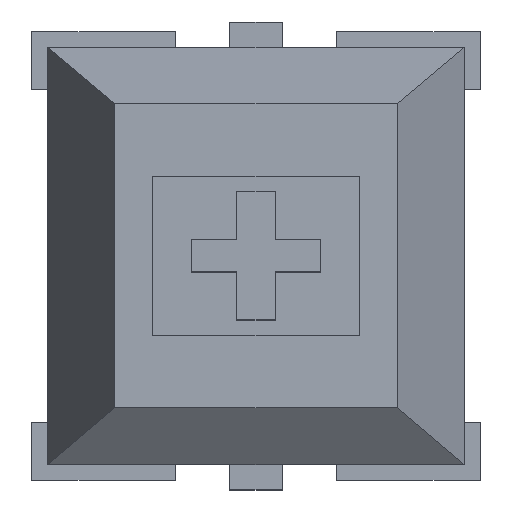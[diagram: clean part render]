
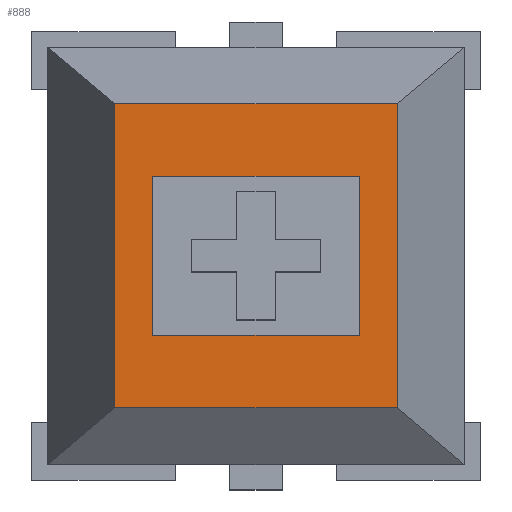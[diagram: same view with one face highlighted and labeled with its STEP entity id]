
A CAD part, top view. The second image highlights one B-rep face of the part: STEP entity #888.
In plain terms, the highlighted planar face has unit normal (0, 0, 1).
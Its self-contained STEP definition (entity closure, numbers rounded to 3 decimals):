
#59 = B_SPLINE_SURFACE_WITH_KNOTS('',1,1,(
    (#60,#61)
    ,(#62,#63
    )),.UNSPECIFIED.,.F.,.F.,.F.,(2,2),(2,2),(0.,14.58),(0.,1.
    ),.PIECEWISE_BEZIER_KNOTS.);
#60 = CARTESIAN_POINT('',(7.29,-7.29,0.));
#61 = CARTESIAN_POINT('',(4.935,-5.31,5.35));
#62 = CARTESIAN_POINT('',(-7.29,-7.29,0.));
#63 = CARTESIAN_POINT('',(-4.935,-5.31,5.35));
#196 = VERTEX_POINT('',#197);
#197 = CARTESIAN_POINT('',(-4.935,-5.31,5.35));
#210 = B_SPLINE_SURFACE_WITH_KNOTS('',1,1,(
    (#211,#212)
    ,(#213,#214
    )),.UNSPECIFIED.,.F.,.F.,.F.,(2,2),(2,2),(0.,14.58),(0.,1.
    ),.PIECEWISE_BEZIER_KNOTS.);
#211 = CARTESIAN_POINT('',(-7.29,-7.29,0.));
#212 = CARTESIAN_POINT('',(-4.935,-5.31,5.35));
#213 = CARTESIAN_POINT('',(-7.29,7.29,0.));
#214 = CARTESIAN_POINT('',(-4.935,5.31,5.35));
#222 = EDGE_CURVE('',#223,#196,#225,.T.);
#223 = VERTEX_POINT('',#224);
#224 = CARTESIAN_POINT('',(4.935,-5.31,5.35));
#225 = SURFACE_CURVE('',#226,(#230,#236),.PCURVE_S1.);
#226 = LINE('',#227,#228);
#227 = CARTESIAN_POINT('',(4.935,-5.31,5.35));
#228 = VECTOR('',#229,1.);
#229 = DIRECTION('',(-1.,0.,0.));
#230 = PCURVE('',#59,#231);
#231 = DEFINITIONAL_REPRESENTATION('',(#232),#235);
#232 = B_SPLINE_CURVE_WITH_KNOTS('',1,(#233,#234),.UNSPECIFIED.,.F.,.F.,
  (2,2),(0.,9.87),.PIECEWISE_BEZIER_KNOTS.);
#233 = CARTESIAN_POINT('',(0.,1.));
#234 = CARTESIAN_POINT('',(14.58,1.));
#235 = ( GEOMETRIC_REPRESENTATION_CONTEXT(2) 
PARAMETRIC_REPRESENTATION_CONTEXT() REPRESENTATION_CONTEXT('2D SPACE',''
  ) );
#236 = PCURVE('',#237,#242);
#237 = PLANE('',#238);
#238 = AXIS2_PLACEMENT_3D('',#239,#240,#241);
#239 = CARTESIAN_POINT('',(0.,0.,5.35));
#240 = DIRECTION('',(-0.,-0.,-1.));
#241 = DIRECTION('',(0.,-1.,0.));
#242 = DEFINITIONAL_REPRESENTATION('',(#243),#247);
#243 = LINE('',#244,#245);
#244 = CARTESIAN_POINT('',(5.31,-4.935));
#245 = VECTOR('',#246,1.);
#246 = DIRECTION('',(0.,1.));
#247 = ( GEOMETRIC_REPRESENTATION_CONTEXT(2) 
PARAMETRIC_REPRESENTATION_CONTEXT() REPRESENTATION_CONTEXT('2D SPACE',''
  ) );
#262 = B_SPLINE_SURFACE_WITH_KNOTS('',1,1,(
    (#263,#264)
    ,(#265,#266
    )),.UNSPECIFIED.,.F.,.F.,.F.,(2,2),(2,2),(0.,14.58),(0.,1.
    ),.PIECEWISE_BEZIER_KNOTS.);
#263 = CARTESIAN_POINT('',(7.29,7.29,0.));
#264 = CARTESIAN_POINT('',(4.935,5.31,5.35));
#265 = CARTESIAN_POINT('',(7.29,-7.29,0.));
#266 = CARTESIAN_POINT('',(4.935,-5.31,5.35));
#842 = VERTEX_POINT('',#843);
#843 = CARTESIAN_POINT('',(-4.935,5.31,5.35));
#856 = B_SPLINE_SURFACE_WITH_KNOTS('',1,1,(
    (#857,#858)
    ,(#859,#860
    )),.UNSPECIFIED.,.F.,.F.,.F.,(2,2),(2,2),(0.,14.58),(0.,1.
    ),.PIECEWISE_BEZIER_KNOTS.);
#857 = CARTESIAN_POINT('',(-7.29,7.29,0.));
#858 = CARTESIAN_POINT('',(-4.935,5.31,5.35));
#859 = CARTESIAN_POINT('',(7.29,7.29,0.));
#860 = CARTESIAN_POINT('',(4.935,5.31,5.35));
#868 = EDGE_CURVE('',#196,#842,#869,.T.);
#869 = SURFACE_CURVE('',#870,(#874,#880),.PCURVE_S1.);
#870 = LINE('',#871,#872);
#871 = CARTESIAN_POINT('',(-4.935,-5.31,5.35));
#872 = VECTOR('',#873,1.);
#873 = DIRECTION('',(0.,1.,0.));
#874 = PCURVE('',#210,#875);
#875 = DEFINITIONAL_REPRESENTATION('',(#876),#879);
#876 = B_SPLINE_CURVE_WITH_KNOTS('',1,(#877,#878),.UNSPECIFIED.,.F.,.F.,
  (2,2),(0.,10.62),.PIECEWISE_BEZIER_KNOTS.);
#877 = CARTESIAN_POINT('',(0.,1.));
#878 = CARTESIAN_POINT('',(14.58,1.));
#879 = ( GEOMETRIC_REPRESENTATION_CONTEXT(2) 
PARAMETRIC_REPRESENTATION_CONTEXT() REPRESENTATION_CONTEXT('2D SPACE',''
  ) );
#880 = PCURVE('',#237,#881);
#881 = DEFINITIONAL_REPRESENTATION('',(#882),#886);
#882 = LINE('',#883,#884);
#883 = CARTESIAN_POINT('',(5.31,4.935));
#884 = VECTOR('',#885,1.);
#885 = DIRECTION('',(-1.,0.));
#886 = ( GEOMETRIC_REPRESENTATION_CONTEXT(2) 
PARAMETRIC_REPRESENTATION_CONTEXT() REPRESENTATION_CONTEXT('2D SPACE',''
  ) );
#888 = ADVANCED_FACE('',(#889,#935),#237,.F.);
#889 = FACE_BOUND('',#890,.F.);
#890 = EDGE_LOOP('',(#891,#913,#933,#934));
#891 = ORIENTED_EDGE('',*,*,#892,.T.);
#892 = EDGE_CURVE('',#842,#893,#895,.T.);
#893 = VERTEX_POINT('',#894);
#894 = CARTESIAN_POINT('',(4.935,5.31,5.35));
#895 = SURFACE_CURVE('',#896,(#900,#907),.PCURVE_S1.);
#896 = LINE('',#897,#898);
#897 = CARTESIAN_POINT('',(-4.935,5.31,5.35));
#898 = VECTOR('',#899,1.);
#899 = DIRECTION('',(1.,0.,0.));
#900 = PCURVE('',#237,#901);
#901 = DEFINITIONAL_REPRESENTATION('',(#902),#906);
#902 = LINE('',#903,#904);
#903 = CARTESIAN_POINT('',(-5.31,4.935));
#904 = VECTOR('',#905,1.);
#905 = DIRECTION('',(0.,-1.));
#906 = ( GEOMETRIC_REPRESENTATION_CONTEXT(2) 
PARAMETRIC_REPRESENTATION_CONTEXT() REPRESENTATION_CONTEXT('2D SPACE',''
  ) );
#907 = PCURVE('',#856,#908);
#908 = DEFINITIONAL_REPRESENTATION('',(#909),#912);
#909 = B_SPLINE_CURVE_WITH_KNOTS('',1,(#910,#911),.UNSPECIFIED.,.F.,.F.,
  (2,2),(0.,9.87),.PIECEWISE_BEZIER_KNOTS.);
#910 = CARTESIAN_POINT('',(0.,1.));
#911 = CARTESIAN_POINT('',(14.58,1.));
#912 = ( GEOMETRIC_REPRESENTATION_CONTEXT(2) 
PARAMETRIC_REPRESENTATION_CONTEXT() REPRESENTATION_CONTEXT('2D SPACE',''
  ) );
#913 = ORIENTED_EDGE('',*,*,#914,.T.);
#914 = EDGE_CURVE('',#893,#223,#915,.T.);
#915 = SURFACE_CURVE('',#916,(#920,#927),.PCURVE_S1.);
#916 = LINE('',#917,#918);
#917 = CARTESIAN_POINT('',(4.935,5.31,5.35));
#918 = VECTOR('',#919,1.);
#919 = DIRECTION('',(0.,-1.,0.));
#920 = PCURVE('',#237,#921);
#921 = DEFINITIONAL_REPRESENTATION('',(#922),#926);
#922 = LINE('',#923,#924);
#923 = CARTESIAN_POINT('',(-5.31,-4.935));
#924 = VECTOR('',#925,1.);
#925 = DIRECTION('',(1.,0.));
#926 = ( GEOMETRIC_REPRESENTATION_CONTEXT(2) 
PARAMETRIC_REPRESENTATION_CONTEXT() REPRESENTATION_CONTEXT('2D SPACE',''
  ) );
#927 = PCURVE('',#262,#928);
#928 = DEFINITIONAL_REPRESENTATION('',(#929),#932);
#929 = B_SPLINE_CURVE_WITH_KNOTS('',1,(#930,#931),.UNSPECIFIED.,.F.,.F.,
  (2,2),(0.,10.62),.PIECEWISE_BEZIER_KNOTS.);
#930 = CARTESIAN_POINT('',(0.,1.));
#931 = CARTESIAN_POINT('',(14.58,1.));
#932 = ( GEOMETRIC_REPRESENTATION_CONTEXT(2) 
PARAMETRIC_REPRESENTATION_CONTEXT() REPRESENTATION_CONTEXT('2D SPACE',''
  ) );
#933 = ORIENTED_EDGE('',*,*,#222,.T.);
#934 = ORIENTED_EDGE('',*,*,#868,.T.);
#935 = FACE_BOUND('',#936,.F.);
#936 = EDGE_LOOP('',(#937,#967,#995,#1023));
#937 = ORIENTED_EDGE('',*,*,#938,.F.);
#938 = EDGE_CURVE('',#939,#941,#943,.T.);
#939 = VERTEX_POINT('',#940);
#940 = CARTESIAN_POINT('',(-3.6,2.78,5.35));
#941 = VERTEX_POINT('',#942);
#942 = CARTESIAN_POINT('',(3.6,2.78,5.35));
#943 = SURFACE_CURVE('',#944,(#948,#955),.PCURVE_S1.);
#944 = LINE('',#945,#946);
#945 = CARTESIAN_POINT('',(-3.6,2.78,5.35));
#946 = VECTOR('',#947,1.);
#947 = DIRECTION('',(1.,0.,0.));
#948 = PCURVE('',#237,#949);
#949 = DEFINITIONAL_REPRESENTATION('',(#950),#954);
#950 = LINE('',#951,#952);
#951 = CARTESIAN_POINT('',(-2.78,3.6));
#952 = VECTOR('',#953,1.);
#953 = DIRECTION('',(0.,-1.));
#954 = ( GEOMETRIC_REPRESENTATION_CONTEXT(2) 
PARAMETRIC_REPRESENTATION_CONTEXT() REPRESENTATION_CONTEXT('2D SPACE',''
  ) );
#955 = PCURVE('',#956,#961);
#956 = PLANE('',#957);
#957 = AXIS2_PLACEMENT_3D('',#958,#959,#960);
#958 = CARTESIAN_POINT('',(-3.6,2.78,5.35));
#959 = DIRECTION('',(0.,-1.,0.));
#960 = DIRECTION('',(1.,0.,0.));
#961 = DEFINITIONAL_REPRESENTATION('',(#962),#966);
#962 = LINE('',#963,#964);
#963 = CARTESIAN_POINT('',(0.,0.));
#964 = VECTOR('',#965,1.);
#965 = DIRECTION('',(1.,0.));
#966 = ( GEOMETRIC_REPRESENTATION_CONTEXT(2) 
PARAMETRIC_REPRESENTATION_CONTEXT() REPRESENTATION_CONTEXT('2D SPACE',''
  ) );
#967 = ORIENTED_EDGE('',*,*,#968,.F.);
#968 = EDGE_CURVE('',#969,#939,#971,.T.);
#969 = VERTEX_POINT('',#970);
#970 = CARTESIAN_POINT('',(-3.6,-2.78,5.35));
#971 = SURFACE_CURVE('',#972,(#976,#983),.PCURVE_S1.);
#972 = LINE('',#973,#974);
#973 = CARTESIAN_POINT('',(-3.6,-2.78,5.35));
#974 = VECTOR('',#975,1.);
#975 = DIRECTION('',(0.,1.,0.));
#976 = PCURVE('',#237,#977);
#977 = DEFINITIONAL_REPRESENTATION('',(#978),#982);
#978 = LINE('',#979,#980);
#979 = CARTESIAN_POINT('',(2.78,3.6));
#980 = VECTOR('',#981,1.);
#981 = DIRECTION('',(-1.,0.));
#982 = ( GEOMETRIC_REPRESENTATION_CONTEXT(2) 
PARAMETRIC_REPRESENTATION_CONTEXT() REPRESENTATION_CONTEXT('2D SPACE',''
  ) );
#983 = PCURVE('',#984,#989);
#984 = PLANE('',#985);
#985 = AXIS2_PLACEMENT_3D('',#986,#987,#988);
#986 = CARTESIAN_POINT('',(-3.6,-2.78,5.35));
#987 = DIRECTION('',(1.,0.,0.));
#988 = DIRECTION('',(0.,1.,0.));
#989 = DEFINITIONAL_REPRESENTATION('',(#990),#994);
#990 = LINE('',#991,#992);
#991 = CARTESIAN_POINT('',(0.,0.));
#992 = VECTOR('',#993,1.);
#993 = DIRECTION('',(1.,0.));
#994 = ( GEOMETRIC_REPRESENTATION_CONTEXT(2) 
PARAMETRIC_REPRESENTATION_CONTEXT() REPRESENTATION_CONTEXT('2D SPACE',''
  ) );
#995 = ORIENTED_EDGE('',*,*,#996,.F.);
#996 = EDGE_CURVE('',#997,#969,#999,.T.);
#997 = VERTEX_POINT('',#998);
#998 = CARTESIAN_POINT('',(3.6,-2.78,5.35));
#999 = SURFACE_CURVE('',#1000,(#1004,#1011),.PCURVE_S1.);
#1000 = LINE('',#1001,#1002);
#1001 = CARTESIAN_POINT('',(3.6,-2.78,5.35));
#1002 = VECTOR('',#1003,1.);
#1003 = DIRECTION('',(-1.,0.,0.));
#1004 = PCURVE('',#237,#1005);
#1005 = DEFINITIONAL_REPRESENTATION('',(#1006),#1010);
#1006 = LINE('',#1007,#1008);
#1007 = CARTESIAN_POINT('',(2.78,-3.6));
#1008 = VECTOR('',#1009,1.);
#1009 = DIRECTION('',(0.,1.));
#1010 = ( GEOMETRIC_REPRESENTATION_CONTEXT(2) 
PARAMETRIC_REPRESENTATION_CONTEXT() REPRESENTATION_CONTEXT('2D SPACE',''
  ) );
#1011 = PCURVE('',#1012,#1017);
#1012 = PLANE('',#1013);
#1013 = AXIS2_PLACEMENT_3D('',#1014,#1015,#1016);
#1014 = CARTESIAN_POINT('',(3.6,-2.78,5.35));
#1015 = DIRECTION('',(0.,1.,0.));
#1016 = DIRECTION('',(-1.,0.,0.));
#1017 = DEFINITIONAL_REPRESENTATION('',(#1018),#1022);
#1018 = LINE('',#1019,#1020);
#1019 = CARTESIAN_POINT('',(0.,0.));
#1020 = VECTOR('',#1021,1.);
#1021 = DIRECTION('',(1.,0.));
#1022 = ( GEOMETRIC_REPRESENTATION_CONTEXT(2) 
PARAMETRIC_REPRESENTATION_CONTEXT() REPRESENTATION_CONTEXT('2D SPACE',''
  ) );
#1023 = ORIENTED_EDGE('',*,*,#1024,.F.);
#1024 = EDGE_CURVE('',#941,#997,#1025,.T.);
#1025 = SURFACE_CURVE('',#1026,(#1030,#1037),.PCURVE_S1.);
#1026 = LINE('',#1027,#1028);
#1027 = CARTESIAN_POINT('',(3.6,2.78,5.35));
#1028 = VECTOR('',#1029,1.);
#1029 = DIRECTION('',(0.,-1.,0.));
#1030 = PCURVE('',#237,#1031);
#1031 = DEFINITIONAL_REPRESENTATION('',(#1032),#1036);
#1032 = LINE('',#1033,#1034);
#1033 = CARTESIAN_POINT('',(-2.78,-3.6));
#1034 = VECTOR('',#1035,1.);
#1035 = DIRECTION('',(1.,0.));
#1036 = ( GEOMETRIC_REPRESENTATION_CONTEXT(2) 
PARAMETRIC_REPRESENTATION_CONTEXT() REPRESENTATION_CONTEXT('2D SPACE',''
  ) );
#1037 = PCURVE('',#1038,#1043);
#1038 = PLANE('',#1039);
#1039 = AXIS2_PLACEMENT_3D('',#1040,#1041,#1042);
#1040 = CARTESIAN_POINT('',(3.6,2.78,5.35));
#1041 = DIRECTION('',(-1.,0.,0.));
#1042 = DIRECTION('',(0.,-1.,0.));
#1043 = DEFINITIONAL_REPRESENTATION('',(#1044),#1048);
#1044 = LINE('',#1045,#1046);
#1045 = CARTESIAN_POINT('',(0.,0.));
#1046 = VECTOR('',#1047,1.);
#1047 = DIRECTION('',(1.,0.));
#1048 = ( GEOMETRIC_REPRESENTATION_CONTEXT(2) 
PARAMETRIC_REPRESENTATION_CONTEXT() REPRESENTATION_CONTEXT('2D SPACE',''
  ) );
